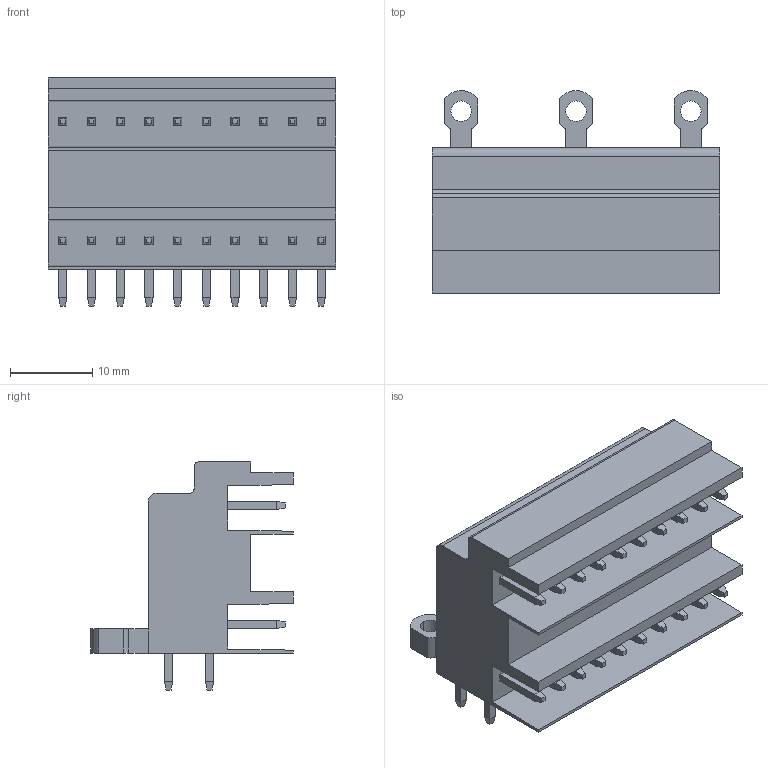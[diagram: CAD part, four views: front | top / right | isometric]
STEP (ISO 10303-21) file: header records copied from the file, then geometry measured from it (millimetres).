
FILE_DESCRIPTION(('CATIA V5 STEP Exchange','CAx-IF Rec.Pracs.--- Model Styling and Organization---1.4--- 2014-01-23'),'2;1');
FILE_NAME ('D1488376_0_1634120000_1634120000.stp','2021-06-02T12:45:03+00:00',('none'),('Weidmueller'),'CATIA Version 5-6 Release 2016 SP3 HF44','CATIA V5 STEP AP214','none');
FILE_SCHEMA(('AUTOMOTIVE_DESIGN { 1 0 10303 214 1 1 1 1 }'));
Length unit declared in the file: millimetre
Products named in the file (1): 1634120000
Bounding box: 35 x 24.7 x 27.8 mm (x, y, z)
Volume: 9447 mm3; surface area: 8471.6 mm2
Topology: 21 solids, 21 shells, 498 faces, 1208 edges, 752 vertices
Faces by surface type: plane 477, cylinder 21
Entity records: 13254 total; most frequent: ORIENTED_EDGE 2416, CARTESIAN_POINT 2181, DIRECTION 1648, EDGE_CURVE 1208, VECTOR 1166, LINE 1166, VERTEX_POINT 752, EDGE_LOOP 544
